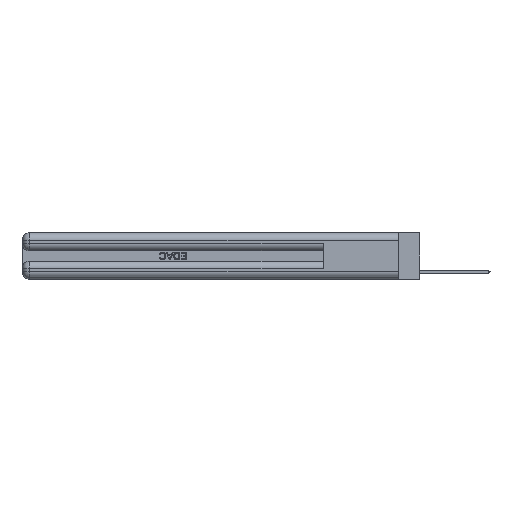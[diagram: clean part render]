
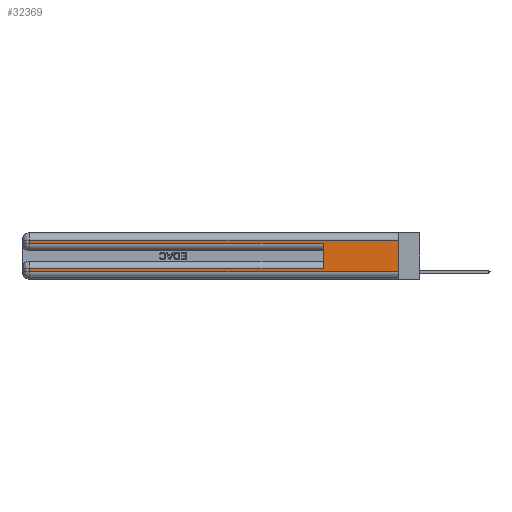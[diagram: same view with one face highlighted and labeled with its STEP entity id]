
A CAD part, left-side view. The second image highlights one B-rep face of the part: STEP entity #32369.
In plain terms, the highlighted planar face has unit normal (-1, 0, 0).
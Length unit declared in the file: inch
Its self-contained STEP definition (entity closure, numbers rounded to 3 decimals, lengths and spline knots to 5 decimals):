
#795 = ORIENTED_EDGE ( 'NONE', *, *, #20259, .T. ) ;
#1033 = EDGE_CURVE ( 'NONE', #32028, #32587, #15528, .T. ) ;
#1484 = CARTESIAN_POINT ( 'NONE',  ( 0., 2.94, 0.285 ) ) ;
#1603 = ORIENTED_EDGE ( 'NONE', *, *, #23771, .T. ) ;
#2100 = CARTESIAN_POINT ( 'NONE',  ( 0., 2.94, 0.085 ) ) ;
#2156 = VERTEX_POINT ( 'NONE', #6761 ) ;
#2718 = CARTESIAN_POINT ( 'NONE',  ( 0., 0.6, 0.145 ) ) ;
#3279 = AXIS2_PLACEMENT_3D ( 'NONE', #24401, #19433, #29882 ) ;
#4460 = ORIENTED_EDGE ( 'NONE', *, *, #28754, .T. ) ;
#4992 = VERTEX_POINT ( 'NONE', #17037 ) ;
#5569 = LINE ( 'NONE', #7871, #6896 ) ;
#5690 = DIRECTION ( 'NONE',  ( 0., 0., -1. ) ) ;
#6173 = LINE ( 'NONE', #18815, #28004 ) ;
#6761 = CARTESIAN_POINT ( 'NONE',  ( 0., 0., 0.06 ) ) ;
#6802 = LINE ( 'NONE', #9626, #17400 ) ;
#6896 = VECTOR ( 'NONE', #18369, 39.37008 ) ;
#7734 = VECTOR ( 'NONE', #18876, 39.37008 ) ;
#7871 = CARTESIAN_POINT ( 'NONE',  ( 0., 0., 0.31 ) ) ;
#7959 = VECTOR ( 'NONE', #5690, 39.37008 ) ;
#9615 = ORIENTED_EDGE ( 'NONE', *, *, #1033, .F. ) ;
#9626 = CARTESIAN_POINT ( 'NONE',  ( 0., 0., 0.06 ) ) ;
#10523 = DIRECTION ( 'NONE',  ( 0., 0., 1. ) ) ;
#10951 = CARTESIAN_POINT ( 'NONE',  ( 0., 0., 0.285 ) ) ;
#11658 = CARTESIAN_POINT ( 'NONE',  ( 0., 0.6, 0.085 ) ) ;
#12760 = CARTESIAN_POINT ( 'NONE',  ( 0., 0.6, 0.285 ) ) ;
#13761 = ORIENTED_EDGE ( 'NONE', *, *, #28369, .T. ) ;
#14754 = VECTOR ( 'NONE', #21530, 39.37008 ) ;
#15528 = LINE ( 'NONE', #2718, #18640 ) ;
#16383 = EDGE_CURVE ( 'NONE', #17696, #32587, #26217, .T. ) ;
#16717 = CARTESIAN_POINT ( 'NONE',  ( 0., 2.94, 0.37 ) ) ;
#16971 = DIRECTION ( 'NONE',  ( 0., -1., 0. ) ) ;
#17037 = CARTESIAN_POINT ( 'NONE',  ( 0., 0., 0.31 ) ) ;
#17400 = VECTOR ( 'NONE', #16971, 39.37008 ) ;
#17696 = VERTEX_POINT ( 'NONE', #1484 ) ;
#18369 = DIRECTION ( 'NONE',  ( 0., 1., 0. ) ) ;
#18640 = VECTOR ( 'NONE', #10523, 39.37008 ) ;
#18815 = CARTESIAN_POINT ( 'NONE',  ( 0., 0., 0.37 ) ) ;
#18876 = DIRECTION ( 'NONE',  ( 0., 1., 0. ) ) ;
#19433 = DIRECTION ( 'NONE',  ( 1., 0., 0. ) ) ;
#20259 = EDGE_CURVE ( 'NONE', #32028, #21141, #26975, .T. ) ;
#21141 = VERTEX_POINT ( 'NONE', #2100 ) ;
#21530 = DIRECTION ( 'NONE',  ( 0., 0., -1. ) ) ;
#21552 = EDGE_CURVE ( 'NONE', #30234, #17696, #32272, .T. ) ;
#22814 = CARTESIAN_POINT ( 'NONE',  ( 0., 2.94, 0.37 ) ) ;
#22983 = LINE ( 'NONE', #22814, #7959 ) ;
#23610 = EDGE_CURVE ( 'NONE', #4992, #2156, #6173, .T. ) ;
#23771 = EDGE_CURVE ( 'NONE', #28391, #2156, #6802, .T. ) ;
#24016 = CARTESIAN_POINT ( 'NONE',  ( 0., 0., 0.085 ) ) ;
#24089 = FACE_OUTER_BOUND ( 'NONE', #30738, .T. ) ;
#24244 = PLANE ( 'NONE',  #3279 ) ;
#24401 = CARTESIAN_POINT ( 'NONE',  ( 0., 0., 0.37 ) ) ;
#25669 = CARTESIAN_POINT ( 'NONE',  ( 0., 2.94, 0.06 ) ) ;
#25685 = VECTOR ( 'NONE', #28388, 39.37008 ) ;
#26217 = LINE ( 'NONE', #10951, #25685 ) ;
#26567 = ORIENTED_EDGE ( 'NONE', *, *, #16383, .T. ) ;
#26975 = LINE ( 'NONE', #24016, #7734 ) ;
#28004 = VECTOR ( 'NONE', #28601, 39.37008 ) ;
#28364 = ORIENTED_EDGE ( 'NONE', *, *, #23610, .F. ) ;
#28369 = EDGE_CURVE ( 'NONE', #4992, #30234, #5569, .T. ) ;
#28388 = DIRECTION ( 'NONE',  ( 0., -1., 0. ) ) ;
#28391 = VERTEX_POINT ( 'NONE', #25669 ) ;
#28601 = DIRECTION ( 'NONE',  ( 0., 0., -1. ) ) ;
#28754 = EDGE_CURVE ( 'NONE', #21141, #28391, #22983, .T. ) ;
#29882 = DIRECTION ( 'NONE',  ( 0., 0., -1. ) ) ;
#29985 = ORIENTED_EDGE ( 'NONE', *, *, #21552, .T. ) ;
#30234 = VERTEX_POINT ( 'NONE', #31762 ) ;
#30738 = EDGE_LOOP ( 'NONE', ( #28364, #13761, #29985, #26567, #9615, #795, #4460, #1603 ) ) ;
#31762 = CARTESIAN_POINT ( 'NONE',  ( 0., 2.94, 0.31 ) ) ;
#32028 = VERTEX_POINT ( 'NONE', #11658 ) ;
#32272 = LINE ( 'NONE', #16717, #14754 ) ;
#32369 = ADVANCED_FACE ( 'NONE', ( #24089 ), #24244, .F. ) ;
#32587 = VERTEX_POINT ( 'NONE', #12760 ) ;
